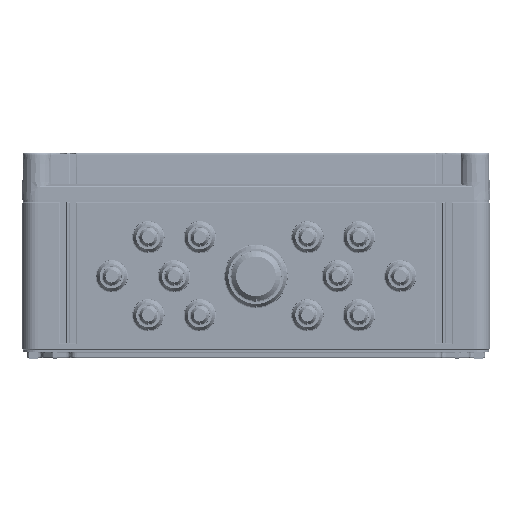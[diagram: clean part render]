
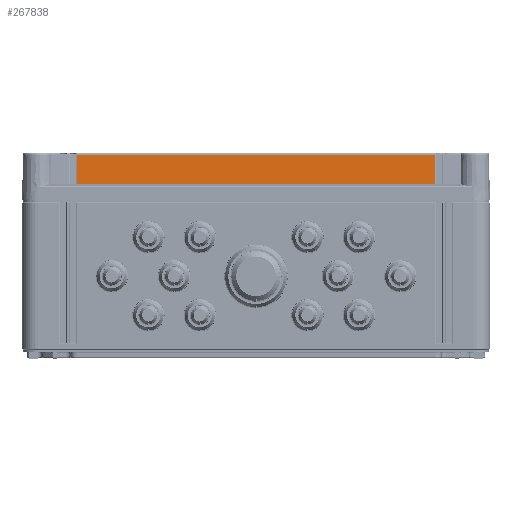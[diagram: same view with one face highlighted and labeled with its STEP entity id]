
A CAD part, left-side view. The second image highlights one B-rep face of the part: STEP entity #267838.
In plain terms, the highlighted planar face has unit normal (-0.999, 0, 0.052).
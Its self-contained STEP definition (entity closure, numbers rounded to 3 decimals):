
#230429=DIRECTION('',(0.,-1.,0.));
#230430=VECTOR('',#230429,229.892);
#230431=CARTESIAN_POINT('',(-294.843,114.946,10.1));
#230432=LINE('',#230431,#230430);
#230529=DIRECTION('',(0.052,0.,0.999));
#230530=VECTOR('',#230529,18.978);
#230531=CARTESIAN_POINT('',(-294.843,-114.946,10.1));
#230532=LINE('',#230531,#230530);
#230536=DIRECTION('',(-0.052,0.,-0.999));
#230537=VECTOR('',#230536,18.978);
#230538=CARTESIAN_POINT('',(-293.85,114.946,
29.052));
#230539=LINE('',#230538,#230537);
#230629=DIRECTION('',(0.,-1.,0.));
#230630=VECTOR('',#230629,229.892);
#230631=CARTESIAN_POINT('',(-293.85,114.946,
29.052));
#230632=LINE('',#230631,#230630);
#253639=CARTESIAN_POINT('',(-293.85,-114.946,
29.052));
#253640=VERTEX_POINT('',#253639);
#253643=CARTESIAN_POINT('',(-294.843,-114.946,10.1));
#253644=VERTEX_POINT('',#253643);
#253773=CARTESIAN_POINT('',(-294.843,114.946,10.1));
#253774=VERTEX_POINT('',#253773);
#253777=CARTESIAN_POINT('',(-293.85,114.946,
29.052));
#253778=VERTEX_POINT('',#253777);
#267824=CARTESIAN_POINT('',(-293.8,139.605,30.));
#267825=DIRECTION('',(0.999,0.,-0.052));
#267826=DIRECTION('',(0.,1.,0.));
#267827=AXIS2_PLACEMENT_3D('',#267824,#267825,#267826);
#267828=PLANE('',#267827);
#267830=ORIENTED_EDGE('',*,*,#267829,.F.);
#267831=ORIENTED_EDGE('',*,*,#267782,.F.);
#267833=ORIENTED_EDGE('',*,*,#267832,.F.);
#267835=ORIENTED_EDGE('',*,*,#267834,.T.);
#267836=EDGE_LOOP('',(#267830,#267831,#267833,#267835));
#267837=FACE_OUTER_BOUND('',#267836,.F.);
#267838=ADVANCED_FACE('',(#267837),#267828,.F.);
#267782=EDGE_CURVE('',#253774,#253644,#230432,.T.);
#267829=EDGE_CURVE('',#253644,#253640,#230532,.T.);
#267832=EDGE_CURVE('',#253778,#253774,#230539,.T.);
#267834=EDGE_CURVE('',#253778,#253640,#230632,.T.);
